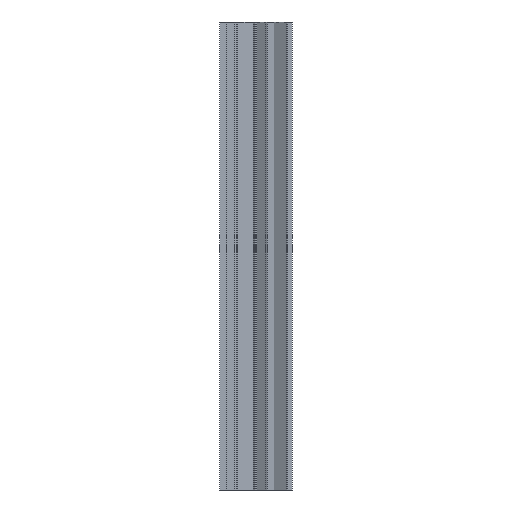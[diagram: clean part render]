
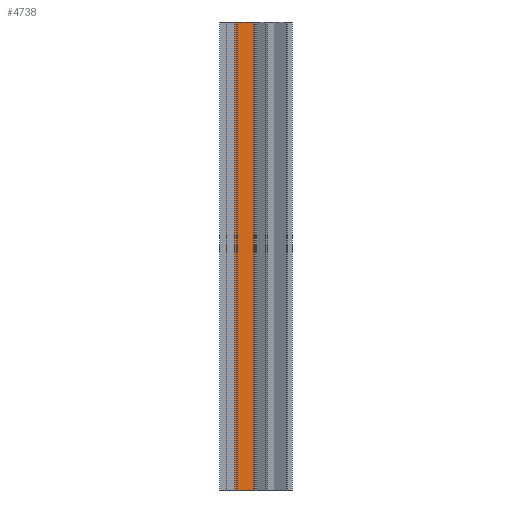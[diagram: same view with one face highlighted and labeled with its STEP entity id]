
A CAD part, front view. The second image highlights one B-rep face of the part: STEP entity #4738.
In plain terms, the highlighted planar face has unit normal (0.051, -0.999, 0).
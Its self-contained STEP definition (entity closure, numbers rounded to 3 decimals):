
#4738 = ADVANCED_FACE('',(#4739),#4753,.T.);
#4739 = FACE_BOUND('',#4740,.T.);
#4740 = EDGE_LOOP('',(#4741,#4776,#4792,#4820));
#4741 = ORIENTED_EDGE('',*,*,#4742,.T.);
#4742 = EDGE_CURVE('',#4743,#4745,#4747,.T.);
#4743 = VERTEX_POINT('',#4744);
#4744 = CARTESIAN_POINT('',(89.164,169.416,0.));
#4745 = VERTEX_POINT('',#4746);
#4746 = CARTESIAN_POINT('',(89.164,169.416,128.));
#4747 = SURFACE_CURVE('',#4748,(#4752,#4764),.PCURVE_S1.);
#4748 = LINE('',#4749,#4750);
#4749 = CARTESIAN_POINT('',(89.164,169.416,0.));
#4750 = VECTOR('',#4751,1.);
#4751 = DIRECTION('',(0.,0.,1.));
#4752 = PCURVE('',#4753,#4758);
#4753 = PLANE('',#4754);
#4754 = AXIS2_PLACEMENT_3D('',#4755,#4756,#4757);
#4755 = CARTESIAN_POINT('',(89.164,169.416,0.));
#4756 = DIRECTION('',(0.051,-0.999,0.));
#4757 = DIRECTION('',(-0.999,-0.051,0.));
#4758 = DEFINITIONAL_REPRESENTATION('',(#4759),#4763);
#4759 = LINE('',#4760,#4761);
#4760 = CARTESIAN_POINT('',(0.,0.));
#4761 = VECTOR('',#4762,1.);
#4762 = DIRECTION('',(0.,-1.));
#4763 = ( GEOMETRIC_REPRESENTATION_CONTEXT(2) 
PARAMETRIC_REPRESENTATION_CONTEXT() REPRESENTATION_CONTEXT('2D SPACE',''
  ) );
#4764 = PCURVE('',#4765,#4770);
#4765 = PLANE('',#4766);
#4766 = AXIS2_PLACEMENT_3D('',#4767,#4768,#4769);
#4767 = CARTESIAN_POINT('',(89.164,171.138,0.));
#4768 = DIRECTION('',(1.,0.,-0.));
#4769 = DIRECTION('',(0.,-1.,0.));
#4770 = DEFINITIONAL_REPRESENTATION('',(#4771),#4775);
#4771 = LINE('',#4772,#4773);
#4772 = CARTESIAN_POINT('',(1.721,0.));
#4773 = VECTOR('',#4774,1.);
#4774 = DIRECTION('',(0.,-1.));
#4775 = ( GEOMETRIC_REPRESENTATION_CONTEXT(2) 
PARAMETRIC_REPRESENTATION_CONTEXT() REPRESENTATION_CONTEXT('2D SPACE',''
  ) );
#4776 = ORIENTED_EDGE('',*,*,#4777,.T.);
#4777 = EDGE_CURVE('',#4745,#4778,#4780,.T.);
#4778 = VERTEX_POINT('',#4779);
#4779 = CARTESIAN_POINT('',(84.027,169.153,128.));
#4780 = SURFACE_CURVE('',#4781,(#4785),.PCURVE_S1.);
#4781 = LINE('',#4782,#4783);
#4782 = CARTESIAN_POINT('',(89.164,169.416,128.));
#4783 = VECTOR('',#4784,1.);
#4784 = DIRECTION('',(-0.999,-0.051,0.));
#4785 = PCURVE('',#4753,#4786);
#4786 = DEFINITIONAL_REPRESENTATION('',(#4787),#4791);
#4787 = LINE('',#4788,#4789);
#4788 = CARTESIAN_POINT('',(0.,-128.));
#4789 = VECTOR('',#4790,1.);
#4790 = DIRECTION('',(1.,0.));
#4791 = ( GEOMETRIC_REPRESENTATION_CONTEXT(2) 
PARAMETRIC_REPRESENTATION_CONTEXT() REPRESENTATION_CONTEXT('2D SPACE',''
  ) );
#4792 = ORIENTED_EDGE('',*,*,#4793,.F.);
#4793 = EDGE_CURVE('',#4794,#4778,#4796,.T.);
#4794 = VERTEX_POINT('',#4795);
#4795 = CARTESIAN_POINT('',(84.027,169.153,0.));
#4796 = SURFACE_CURVE('',#4797,(#4801,#4808),.PCURVE_S1.);
#4797 = LINE('',#4798,#4799);
#4798 = CARTESIAN_POINT('',(84.027,169.153,0.));
#4799 = VECTOR('',#4800,1.);
#4800 = DIRECTION('',(0.,0.,1.));
#4801 = PCURVE('',#4753,#4802);
#4802 = DEFINITIONAL_REPRESENTATION('',(#4803),#4807);
#4803 = LINE('',#4804,#4805);
#4804 = CARTESIAN_POINT('',(5.144,0.));
#4805 = VECTOR('',#4806,1.);
#4806 = DIRECTION('',(0.,-1.));
#4807 = ( GEOMETRIC_REPRESENTATION_CONTEXT(2) 
PARAMETRIC_REPRESENTATION_CONTEXT() REPRESENTATION_CONTEXT('2D SPACE',''
  ) );
#4808 = PCURVE('',#4809,#4814);
#4809 = PLANE('',#4810);
#4810 = AXIS2_PLACEMENT_3D('',#4811,#4812,#4813);
#4811 = CARTESIAN_POINT('',(84.027,169.153,0.));
#4812 = DIRECTION('',(-1.,0.,0.));
#4813 = DIRECTION('',(0.,1.,0.));
#4814 = DEFINITIONAL_REPRESENTATION('',(#4815),#4819);
#4815 = LINE('',#4816,#4817);
#4816 = CARTESIAN_POINT('',(0.,0.));
#4817 = VECTOR('',#4818,1.);
#4818 = DIRECTION('',(0.,-1.));
#4819 = ( GEOMETRIC_REPRESENTATION_CONTEXT(2) 
PARAMETRIC_REPRESENTATION_CONTEXT() REPRESENTATION_CONTEXT('2D SPACE',''
  ) );
#4820 = ORIENTED_EDGE('',*,*,#4821,.F.);
#4821 = EDGE_CURVE('',#4743,#4794,#4822,.T.);
#4822 = SURFACE_CURVE('',#4823,(#4827),.PCURVE_S1.);
#4823 = LINE('',#4824,#4825);
#4824 = CARTESIAN_POINT('',(89.164,169.416,0.));
#4825 = VECTOR('',#4826,1.);
#4826 = DIRECTION('',(-0.999,-0.051,0.));
#4827 = PCURVE('',#4753,#4828);
#4828 = DEFINITIONAL_REPRESENTATION('',(#4829),#4833);
#4829 = LINE('',#4830,#4831);
#4830 = CARTESIAN_POINT('',(0.,0.));
#4831 = VECTOR('',#4832,1.);
#4832 = DIRECTION('',(1.,0.));
#4833 = ( GEOMETRIC_REPRESENTATION_CONTEXT(2) 
PARAMETRIC_REPRESENTATION_CONTEXT() REPRESENTATION_CONTEXT('2D SPACE',''
  ) );
